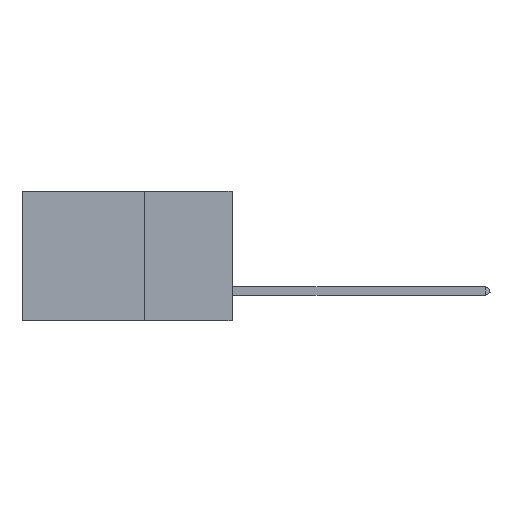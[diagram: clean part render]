
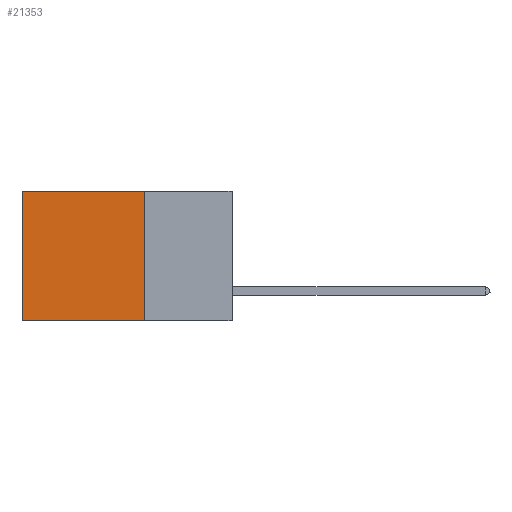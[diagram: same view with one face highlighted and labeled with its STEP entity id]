
A CAD part, left-side view. The second image highlights one B-rep face of the part: STEP entity #21353.
In plain terms, the highlighted planar face has unit normal (-1, 0, 0).
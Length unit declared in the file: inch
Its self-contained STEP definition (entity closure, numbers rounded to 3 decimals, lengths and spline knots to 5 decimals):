
#374 = EDGE_CURVE ( 'NONE', #12650, #8959, #26053, .T. ) ;
#1033 = ORIENTED_EDGE ( 'NONE', *, *, #374, .T. ) ;
#1775 = DIRECTION ( 'NONE',  ( 0., 1., 0. ) ) ;
#3976 = DIRECTION ( 'NONE',  ( 1., 0., 0. ) ) ;
#8493 = AXIS2_PLACEMENT_3D ( 'NONE', #25916, #3976, #18593 ) ;
#8959 = VERTEX_POINT ( 'NONE', #15195 ) ;
#9464 = LINE ( 'NONE', #19159, #21439 ) ;
#11220 = ORIENTED_EDGE ( 'NONE', *, *, #25050, .T. ) ;
#11604 = FACE_OUTER_BOUND ( 'NONE', #25040, .T. ) ;
#12650 = VERTEX_POINT ( 'NONE', #23924 ) ;
#14131 = DIRECTION ( 'NONE',  ( 0., 1., 0. ) ) ;
#14815 = CARTESIAN_POINT ( 'NONE',  ( 0.2875, 0.6, -0.37 ) ) ;
#15195 = CARTESIAN_POINT ( 'NONE',  ( 0.2875, 0.6, 0. ) ) ;
#15288 = VERTEX_POINT ( 'NONE', #30766 ) ;
#18323 = ORIENTED_EDGE ( 'NONE', *, *, #25390, .F. ) ;
#18593 = DIRECTION ( 'NONE',  ( 0., 0., -1. ) ) ;
#19108 = CARTESIAN_POINT ( 'NONE',  ( 0.2875, 0.25, -0.37 ) ) ;
#19159 = CARTESIAN_POINT ( 'NONE',  ( 0.2875, 0.25, 0. ) ) ;
#21017 = VECTOR ( 'NONE', #1775, 39.37008 ) ;
#21251 = VECTOR ( 'NONE', #14131, 39.37008 ) ;
#21297 = CARTESIAN_POINT ( 'NONE',  ( 0.2875, 0.25, 0. ) ) ;
#21353 = ADVANCED_FACE ( 'NONE', ( #11604 ), #30534, .F. ) ;
#21439 = VECTOR ( 'NONE', #28871, 39.37008 ) ;
#22100 = ORIENTED_EDGE ( 'NONE', *, *, #23591, .F. ) ;
#22473 = CARTESIAN_POINT ( 'NONE',  ( 0.2875, 0.6, 0. ) ) ;
#23591 = EDGE_CURVE ( 'NONE', #12650, #15288, #9464, .T. ) ;
#23728 = LINE ( 'NONE', #19108, #21017 ) ;
#23924 = CARTESIAN_POINT ( 'NONE',  ( 0.2875, 0.25, 0. ) ) ;
#25005 = DIRECTION ( 'NONE',  ( 0., 0., -1. ) ) ;
#25040 = EDGE_LOOP ( 'NONE', ( #11220, #18323, #22100, #1033 ) ) ;
#25047 = VECTOR ( 'NONE', #25005, 39.37008 ) ;
#25050 = EDGE_CURVE ( 'NONE', #8959, #25530, #29319, .T. ) ;
#25390 = EDGE_CURVE ( 'NONE', #15288, #25530, #23728, .T. ) ;
#25530 = VERTEX_POINT ( 'NONE', #14815 ) ;
#25916 = CARTESIAN_POINT ( 'NONE',  ( 0.2875, 0.25, 0. ) ) ;
#26053 = LINE ( 'NONE', #21297, #21251 ) ;
#28871 = DIRECTION ( 'NONE',  ( 0., 0., -1. ) ) ;
#29319 = LINE ( 'NONE', #22473, #25047 ) ;
#30534 = PLANE ( 'NONE',  #8493 ) ;
#30766 = CARTESIAN_POINT ( 'NONE',  ( 0.2875, 0.25, -0.37 ) ) ;
